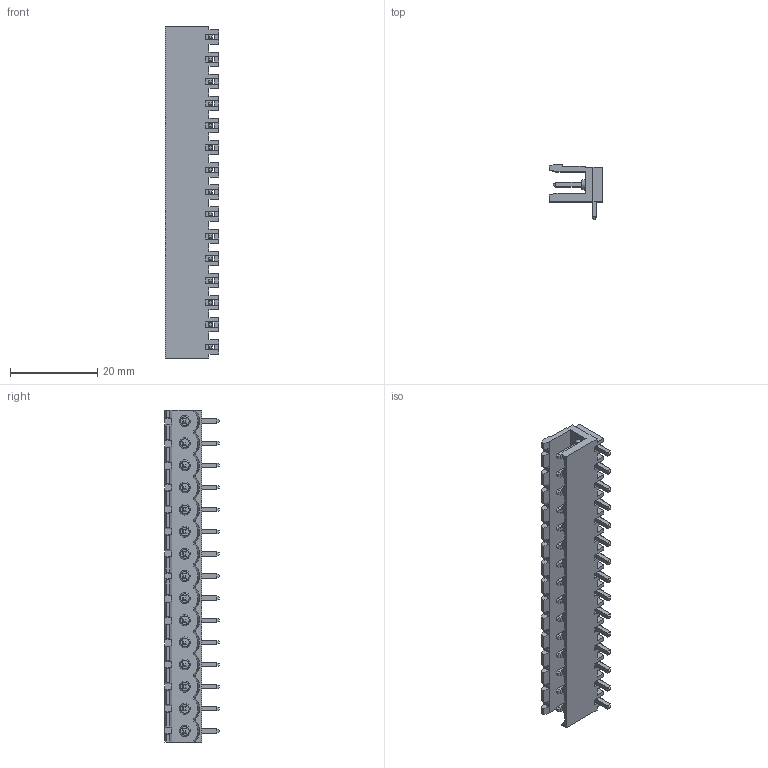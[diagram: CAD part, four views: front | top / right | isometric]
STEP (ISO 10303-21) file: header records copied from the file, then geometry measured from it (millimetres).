
FILE_DESCRIPTION( ( 'STEP AP214' ), '1' );
FILE_NAME( ' ', ' ', ( ' ' ), ( ' ' ), 'PSStep 11.0', 'VISI 17.0', ' ' );
FILE_SCHEMA( ( 'AUTOMOTIVE_DESIGN { 1 0 10303 214 1 1 1 1 }' ) );
Length unit declared in the file: millimetre
Products named in the file (1): 1
Bounding box: 12.2 x 12.5 x 76.2 mm (x, y, z)
Volume: 3328.4 mm3; surface area: 6363.3 mm2
Topology: 1 solids, 16 shells, 812 faces, 2130 edges, 1365 vertices
Faces by surface type: plane 752, cone 30, cylinder 30
Entity records: 30702 total; most frequent: CARTESIAN_POINT 4353, ORIENTED_EDGE 4200, DIRECTION 3801, EDGE_CURVE 2100, LINE 1965, VECTOR 1965, VERTEX_POINT 1350, AXIS2_PLACEMENT_3D 918
